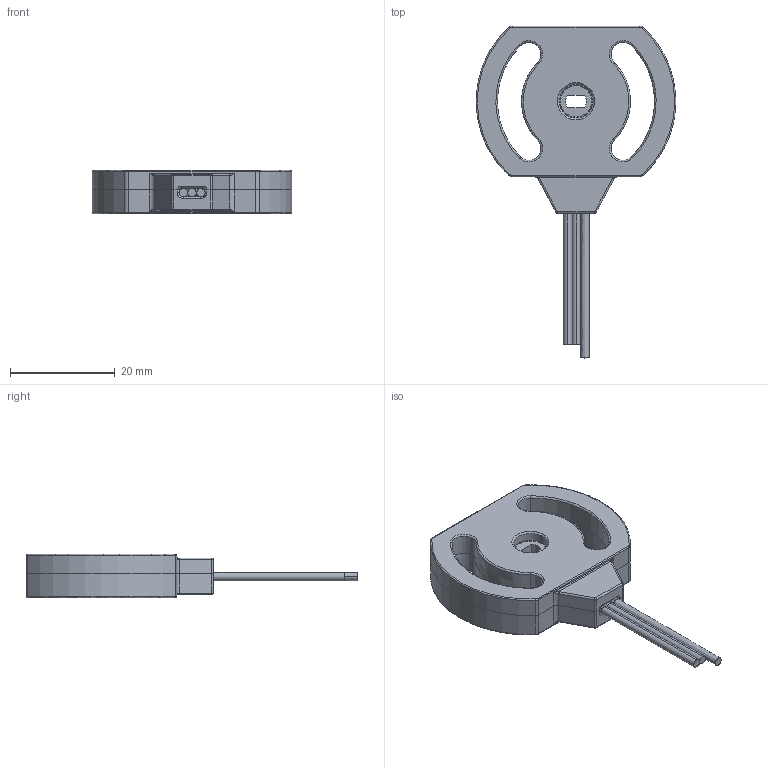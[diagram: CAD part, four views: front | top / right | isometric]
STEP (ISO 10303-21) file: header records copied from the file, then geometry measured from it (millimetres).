
FILE_DESCRIPTION (( 'STEP AP203' ), '1' );
FILE_NAME ('VEX-POTENTIOMETER-ASSY.STEP', '2007-10-23T23:02:48', ( 'Innovation First, Inc.' ), ( 'Innovation First, Inc.' ), 'SwSTEP 2.0', 'SolidWorks 2006052', '' );
FILE_SCHEMA (( 'CONFIG_CONTROL_DESIGN' ));
Length unit declared in the file: inch
Products named in the file (4): VEX-POTENTIOMETER-ASSY; VEX-POTENTIOMETER-BACK; VEX-POTENTIOMETER-SENSOR; VEX-POTENTIOMETER-FRONT
Assembly tree (3 placements, depth 2):
  VEX-POTENTIOMETER-ASSY
    VEX-POTENTIOMETER-FRONT
    VEX-POTENTIOMETER-BACK
    VEX-POTENTIOMETER-SENSOR
Bounding box: 38.1 x 63.38 x 8.35 mm (x, y, z)
Volume: 4199.1 mm3; surface area: 8399.9 mm2
Topology: 3 solids, 3 shells, 490 faces, 1261 edges, 800 vertices
Faces by surface type: plane 192, cylinder 108, bspline 106, cone 82, torus 2
Entity records: 20703 total; most frequent: CARTESIAN_POINT 8885, ORIENTED_EDGE 2510, DIRECTION 2219, EDGE_CURVE 1255, VERTEX_POINT 800, AXIS2_PLACEMENT_3D 796, VECTOR 627, LINE 627
